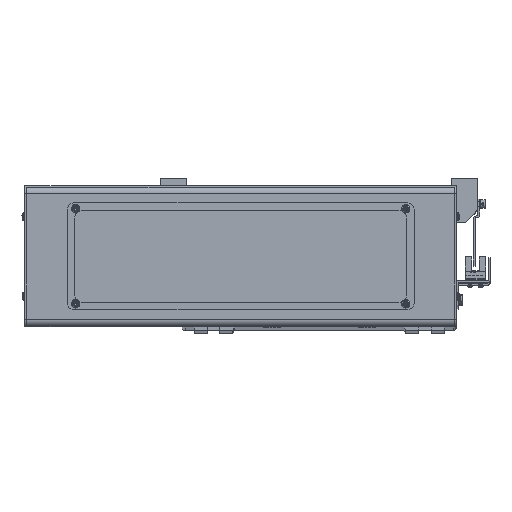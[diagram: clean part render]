
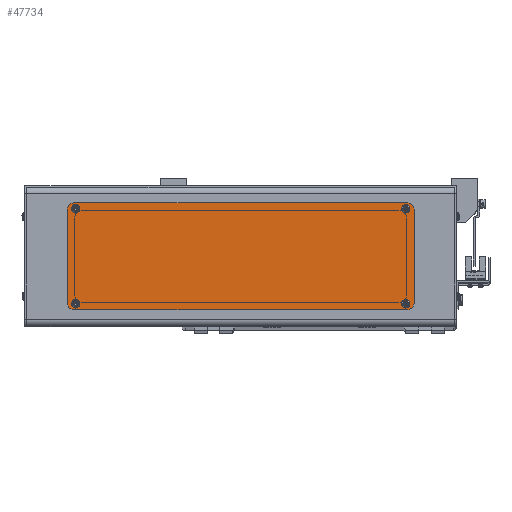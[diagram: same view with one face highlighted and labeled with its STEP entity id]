
A CAD part, top view. The second image highlights one B-rep face of the part: STEP entity #47734.
In plain terms, the highlighted planar face has unit normal (0, 0, 1).
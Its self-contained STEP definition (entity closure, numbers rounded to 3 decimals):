
#819 = AXIS2_PLACEMENT_3D ( 'NONE', #16665, #58604, #22789 ) ;
#1577 = LINE ( 'NONE', #36902, #15809 ) ;
#2227 = CARTESIAN_POINT ( 'NONE',  ( -109.45, 31., 2. ) ) ;
#2264 = EDGE_CURVE ( 'NONE', #63034, #58338, #1577, .T. ) ;
#3431 = AXIS2_PLACEMENT_3D ( 'NONE', #41067, #40823, #40804 ) ;
#3442 = CARTESIAN_POINT ( 'NONE',  ( 108.25, 35., 2. ) ) ;
#4206 = ORIENTED_EDGE ( 'NONE', *, *, #28050, .F. ) ;
#4621 = CARTESIAN_POINT ( 'NONE',  ( -113.25, -30., 2. ) ) ;
#5656 = CARTESIAN_POINT ( 'NONE',  ( 107.75, 31., 2. ) ) ;
#5844 = VERTEX_POINT ( 'NONE', #13852 ) ;
#6139 = ORIENTED_EDGE ( 'NONE', *, *, #74970, .F. ) ;
#6564 = EDGE_CURVE ( 'NONE', #58338, #21874, #12435, .T. ) ;
#7396 = CARTESIAN_POINT ( 'NONE',  ( 108.25, -35., 2. ) ) ;
#8179 = CARTESIAN_POINT ( 'NONE',  ( 109.45, 31., 2. ) ) ;
#8340 = FACE_BOUND ( 'NONE', #10575, .T. ) ;
#8346 = ORIENTED_EDGE ( 'NONE', *, *, #29342, .T. ) ;
#8388 = CIRCLE ( 'NONE', #32351, 1.7 ) ;
#8491 = ORIENTED_EDGE ( 'NONE', *, *, #62814, .T. ) ;
#9126 = CARTESIAN_POINT ( 'NONE',  ( -108.25, 35., 2. ) ) ;
#9554 = AXIS2_PLACEMENT_3D ( 'NONE', #21420, #63247, #27512 ) ;
#9789 = CIRCLE ( 'NONE', #62570, 1.7 ) ;
#10575 = EDGE_LOOP ( 'NONE', ( #16123, #44688 ) ) ;
#10626 = DIRECTION ( 'NONE',  ( 0., 0., 1. ) ) ;
#11673 = VERTEX_POINT ( 'NONE', #70709 ) ;
#11764 = DIRECTION ( 'NONE',  ( 1., 0., 0. ) ) ;
#11929 = ORIENTED_EDGE ( 'NONE', *, *, #23807, .F. ) ;
#12045 = DIRECTION ( 'NONE',  ( 0., 0., 1. ) ) ;
#12435 = CIRCLE ( 'NONE', #3431, 5. ) ;
#13508 = CARTESIAN_POINT ( 'NONE',  ( 107.75, -31., 2. ) ) ;
#13852 = CARTESIAN_POINT ( 'NONE',  ( 109.45, -31., 2. ) ) ;
#15809 = VECTOR ( 'NONE', #36922, 1000. ) ;
#16123 = ORIENTED_EDGE ( 'NONE', *, *, #27564, .F. ) ;
#16504 = CARTESIAN_POINT ( 'NONE',  ( -108.25, -35., 2. ) ) ;
#16665 = CARTESIAN_POINT ( 'NONE',  ( -107.75, 31., 2. ) ) ;
#16695 = LINE ( 'NONE', #61578, #48643 ) ;
#19643 = DIRECTION ( 'NONE',  ( 1., 0., 0. ) ) ;
#20674 = PLANE ( 'NONE',  #73511 ) ;
#21341 = CARTESIAN_POINT ( 'NONE',  ( -106.05, -31., 2. ) ) ;
#21420 = CARTESIAN_POINT ( 'NONE',  ( -108.25, -30., 2. ) ) ;
#21818 = AXIS2_PLACEMENT_3D ( 'NONE', #33500, #75131, #39511 ) ;
#21874 = VERTEX_POINT ( 'NONE', #51136 ) ;
#22268 = ORIENTED_EDGE ( 'NONE', *, *, #58980, .F. ) ;
#22789 = DIRECTION ( 'NONE',  ( 1., 0., 0. ) ) ;
#23807 = EDGE_CURVE ( 'NONE', #5844, #38128, #9789, .T. ) ;
#24036 = CARTESIAN_POINT ( 'NONE',  ( -107.75, -31., 2. ) ) ;
#24455 = CIRCLE ( 'NONE', #37372, 1.7 ) ;
#24488 = FACE_BOUND ( 'NONE', #58527, .T. ) ;
#25598 = LINE ( 'NONE', #28224, #55544 ) ;
#25747 = AXIS2_PLACEMENT_3D ( 'NONE', #48065, #12045, #54075 ) ;
#25884 = EDGE_CURVE ( 'NONE', #29885, #42820, #46221, .T. ) ;
#26153 = CIRCLE ( 'NONE', #39862, 1.7 ) ;
#27416 = DIRECTION ( 'NONE',  ( -1., 0., 0. ) ) ;
#27512 = DIRECTION ( 'NONE',  ( 1., 0., 0. ) ) ;
#27564 = EDGE_CURVE ( 'NONE', #46093, #72645, #8388, .T. ) ;
#28050 = EDGE_CURVE ( 'NONE', #42820, #29885, #24455, .T. ) ;
#28105 = CARTESIAN_POINT ( 'NONE',  ( -109.45, -31., 2. ) ) ;
#28224 = CARTESIAN_POINT ( 'NONE',  ( 113.25, 30., 2. ) ) ;
#28548 = ORIENTED_EDGE ( 'NONE', *, *, #60105, .T. ) ;
#29342 = EDGE_CURVE ( 'NONE', #50709, #49861, #77421, .T. ) ;
#29885 = VERTEX_POINT ( 'NONE', #2227 ) ;
#30088 = DIRECTION ( 'NONE',  ( 1., 0., 0. ) ) ;
#30705 = VERTEX_POINT ( 'NONE', #3442 ) ;
#31144 = ORIENTED_EDGE ( 'NONE', *, *, #74608, .T. ) ;
#31687 = VECTOR ( 'NONE', #27416, 1000. ) ;
#32239 = CARTESIAN_POINT ( 'NONE',  ( -108.25, 30., 2. ) ) ;
#32351 = AXIS2_PLACEMENT_3D ( 'NONE', #5656, #47797, #11764 ) ;
#32531 = DIRECTION ( 'NONE',  ( 0., 0., 1. ) ) ;
#32537 = EDGE_CURVE ( 'NONE', #40118, #57948, #39585, .T. ) ;
#33500 = CARTESIAN_POINT ( 'NONE',  ( 107.75, -31., 2. ) ) ;
#35492 = DIRECTION ( 'NONE',  ( 0., 0., 1. ) ) ;
#36317 = EDGE_CURVE ( 'NONE', #72645, #46093, #52986, .T. ) ;
#36902 = CARTESIAN_POINT ( 'NONE',  ( 108.25, -35., 2. ) ) ;
#36922 = DIRECTION ( 'NONE',  ( 1., 0., 0. ) ) ;
#37372 = AXIS2_PLACEMENT_3D ( 'NONE', #46687, #10626, #52688 ) ;
#38128 = VERTEX_POINT ( 'NONE', #60841 ) ;
#38219 = DIRECTION ( 'NONE',  ( 1., 0., 0. ) ) ;
#38805 = DIRECTION ( 'NONE',  ( 1., 0., 0. ) ) ;
#39511 = DIRECTION ( 'NONE',  ( 1., 0., 0. ) ) ;
#39585 = CIRCLE ( 'NONE', #44111, 1.7 ) ;
#39862 = AXIS2_PLACEMENT_3D ( 'NONE', #71182, #35492, #77151 ) ;
#40118 = VERTEX_POINT ( 'NONE', #21341 ) ;
#40120 = EDGE_CURVE ( 'NONE', #30705, #50709, #47576, .T. ) ;
#40442 = FACE_BOUND ( 'NONE', #49294, .T. ) ;
#40804 = DIRECTION ( 'NONE',  ( 1., 0., 0. ) ) ;
#40823 = DIRECTION ( 'NONE',  ( 0., 0., 1. ) ) ;
#41067 = CARTESIAN_POINT ( 'NONE',  ( 108.25, -30., 2. ) ) ;
#42820 = VERTEX_POINT ( 'NONE', #51448 ) ;
#43767 = VERTEX_POINT ( 'NONE', #4621 ) ;
#43996 = AXIS2_PLACEMENT_3D ( 'NONE', #68205, #32531, #74189 ) ;
#44111 = AXIS2_PLACEMENT_3D ( 'NONE', #24036, #65802, #30088 ) ;
#44688 = ORIENTED_EDGE ( 'NONE', *, *, #36317, .F. ) ;
#46093 = VERTEX_POINT ( 'NONE', #64384 ) ;
#46221 = CIRCLE ( 'NONE', #819, 1.7 ) ;
#46513 = EDGE_LOOP ( 'NONE', ( #6139, #50764 ) ) ;
#46687 = CARTESIAN_POINT ( 'NONE',  ( -107.75, 31., 2. ) ) ;
#47576 = LINE ( 'NONE', #9126, #31687 ) ;
#47734 = ADVANCED_FACE ( 'NONE', ( #40442, #24488, #55231, #8340, #70247 ), #20674, .T. ) ;
#47797 = DIRECTION ( 'NONE',  ( 0., 0., 1. ) ) ;
#48065 = CARTESIAN_POINT ( 'NONE',  ( 107.75, 31., 2. ) ) ;
#48643 = VECTOR ( 'NONE', #55649, 1000. ) ;
#49218 = EDGE_LOOP ( 'NONE', ( #8346, #31144, #59880, #53551, #71611, #8491, #28548, #58086 ) ) ;
#49233 = CARTESIAN_POINT ( 'NONE',  ( -113.25, 30., 2. ) ) ;
#49294 = EDGE_LOOP ( 'NONE', ( #22268, #11929 ) ) ;
#49861 = VERTEX_POINT ( 'NONE', #49233 ) ;
#50709 = VERTEX_POINT ( 'NONE', #68864 ) ;
#50764 = ORIENTED_EDGE ( 'NONE', *, *, #32537, .F. ) ;
#51136 = CARTESIAN_POINT ( 'NONE',  ( 113.25, -30., 2. ) ) ;
#51448 = CARTESIAN_POINT ( 'NONE',  ( -106.05, 31., 2. ) ) ;
#52688 = DIRECTION ( 'NONE',  ( 1., 0., 0. ) ) ;
#52690 = ORIENTED_EDGE ( 'NONE', *, *, #25884, .F. ) ;
#52986 = CIRCLE ( 'NONE', #25747, 1.7 ) ;
#53551 = ORIENTED_EDGE ( 'NONE', *, *, #2264, .T. ) ;
#54075 = DIRECTION ( 'NONE',  ( 1., 0., 0. ) ) ;
#55231 = FACE_OUTER_BOUND ( 'NONE', #49218, .T. ) ;
#55534 = DIRECTION ( 'NONE',  ( 0., 0., 1. ) ) ;
#55544 = VECTOR ( 'NONE', #69947, 1000. ) ;
#55649 = DIRECTION ( 'NONE',  ( 0., -1., 0. ) ) ;
#55905 = CIRCLE ( 'NONE', #9554, 5. ) ;
#57948 = VERTEX_POINT ( 'NONE', #28105 ) ;
#58086 = ORIENTED_EDGE ( 'NONE', *, *, #40120, .T. ) ;
#58338 = VERTEX_POINT ( 'NONE', #7396 ) ;
#58527 = EDGE_LOOP ( 'NONE', ( #52690, #4206 ) ) ;
#58604 = DIRECTION ( 'NONE',  ( 0., 0., 1. ) ) ;
#58980 = EDGE_CURVE ( 'NONE', #38128, #5844, #69162, .T. ) ;
#59880 = ORIENTED_EDGE ( 'NONE', *, *, #75883, .T. ) ;
#60105 = EDGE_CURVE ( 'NONE', #11673, #30705, #68042, .T. ) ;
#60841 = CARTESIAN_POINT ( 'NONE',  ( 106.05, -31., 2. ) ) ;
#61578 = CARTESIAN_POINT ( 'NONE',  ( -113.25, -30., 2. ) ) ;
#62570 = AXIS2_PLACEMENT_3D ( 'NONE', #13508, #55534, #19643 ) ;
#62814 = EDGE_CURVE ( 'NONE', #21874, #11673, #25598, .T. ) ;
#63034 = VERTEX_POINT ( 'NONE', #16504 ) ;
#63247 = DIRECTION ( 'NONE',  ( 0., 0., 1. ) ) ;
#64384 = CARTESIAN_POINT ( 'NONE',  ( 106.05, 31., 2. ) ) ;
#65802 = DIRECTION ( 'NONE',  ( 0., 0., 1. ) ) ;
#68042 = CIRCLE ( 'NONE', #43996, 5. ) ;
#68205 = CARTESIAN_POINT ( 'NONE',  ( 108.25, 30., 2. ) ) ;
#68484 = CARTESIAN_POINT ( 'NONE',  ( -108.25, 30., 2. ) ) ;
#68864 = CARTESIAN_POINT ( 'NONE',  ( -108.25, 35., 2. ) ) ;
#69162 = CIRCLE ( 'NONE', #21818, 1.7 ) ;
#69947 = DIRECTION ( 'NONE',  ( 0., 1., 0. ) ) ;
#70247 = FACE_BOUND ( 'NONE', #46513, .T. ) ;
#70709 = CARTESIAN_POINT ( 'NONE',  ( 113.25, 30., 2. ) ) ;
#71182 = CARTESIAN_POINT ( 'NONE',  ( -107.75, -31., 2. ) ) ;
#71611 = ORIENTED_EDGE ( 'NONE', *, *, #6564, .T. ) ;
#72645 = VERTEX_POINT ( 'NONE', #8179 ) ;
#73511 = AXIS2_PLACEMENT_3D ( 'NONE', #68484, #74467, #38805 ) ;
#73859 = AXIS2_PLACEMENT_3D ( 'NONE', #32239, #73890, #38219 ) ;
#73890 = DIRECTION ( 'NONE',  ( 0., 0., 1. ) ) ;
#74189 = DIRECTION ( 'NONE',  ( 1., 0., 0. ) ) ;
#74467 = DIRECTION ( 'NONE',  ( 0., 0., 1. ) ) ;
#74608 = EDGE_CURVE ( 'NONE', #49861, #43767, #16695, .T. ) ;
#74970 = EDGE_CURVE ( 'NONE', #57948, #40118, #26153, .T. ) ;
#75131 = DIRECTION ( 'NONE',  ( 0., 0., 1. ) ) ;
#75883 = EDGE_CURVE ( 'NONE', #43767, #63034, #55905, .T. ) ;
#77151 = DIRECTION ( 'NONE',  ( 1., 0., 0. ) ) ;
#77421 = CIRCLE ( 'NONE', #73859, 5. ) ;
